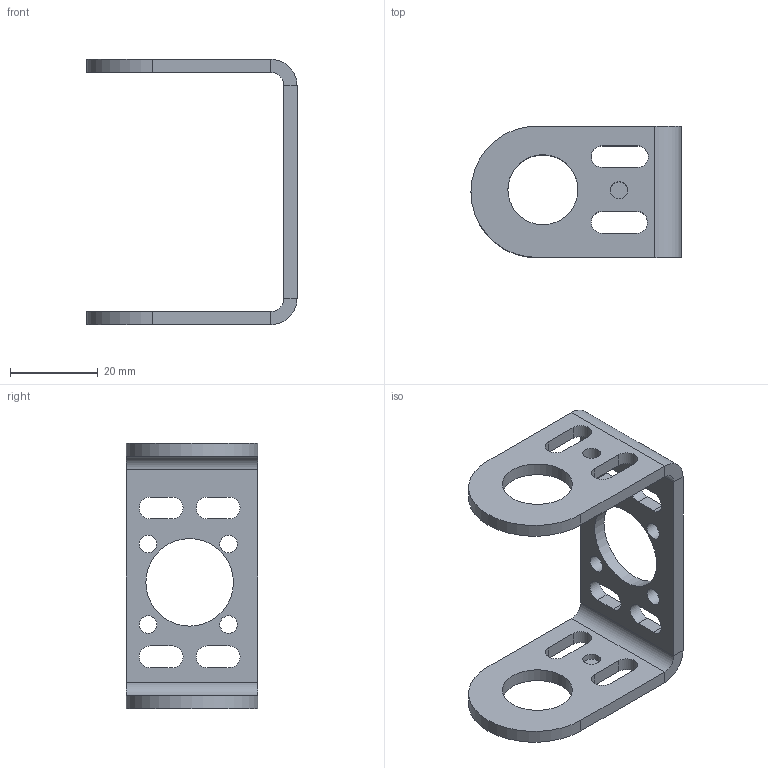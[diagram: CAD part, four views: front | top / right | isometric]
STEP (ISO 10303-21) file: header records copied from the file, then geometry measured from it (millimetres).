
FILE_DESCRIPTION(/* description */ (''),/* implementation_level */ '2;1');
FILE_NAME(/* name */ 'Axis_5_BracketHolder.step',/* time_stamp */ '2024-12-01T11:09:29+01:00',/* author */ (''),/* organization */ (''),/* preprocessor_version */ 'ST-DEVELOPER v20',/* originating_system */ 'Autodesk Translation Framework v13.20.0.188',/* authorisation */ '');
FILE_SCHEMA (('AUTOMOTIVE_DESIGN { 1 0 10303 214 3 1 1 }'));
Length unit declared in the file: millimetre
Products named in the file (2): C38Robot_CAD v14; Axis_5_BracketHolder
Assembly tree (1 placements, depth 2):
  C38Robot_CAD v14
    Axis_5_BracketHolder
Bounding box: 48 x 30 x 60.62 mm (x, y, z)
Volume: 9027.1 mm3; surface area: 8396.1 mm2
Topology: 1 solids, 1 shells, 64 faces, 167 edges, 106 vertices
Faces by surface type: plane 33, cylinder 31
Full cylindrical faces by diameter (mm): 4 x6, 16 x2, 20 x1
Entity records: 2082 total; most frequent: DIRECTION 363, CARTESIAN_POINT 340, ORIENTED_EDGE 334, EDGE_CURVE 167, AXIS2_PLACEMENT_3D 129, VERTEX_POINT 106, LINE 105, VECTOR 105
